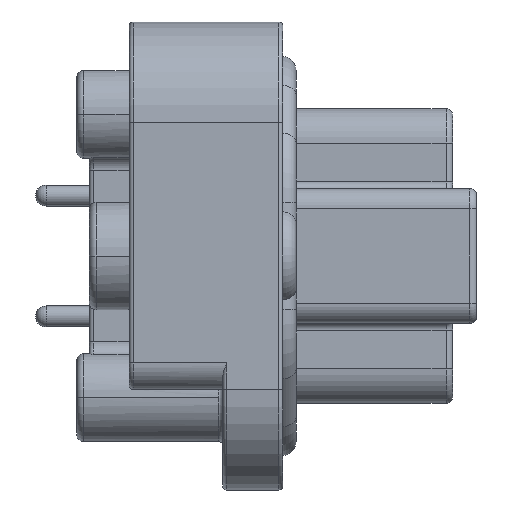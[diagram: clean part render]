
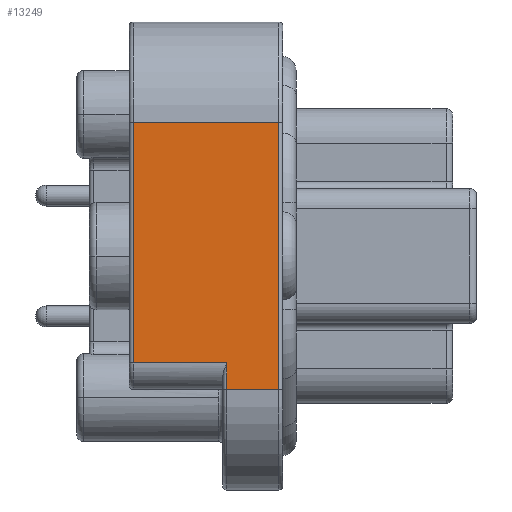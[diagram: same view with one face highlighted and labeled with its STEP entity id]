
A CAD part, left-side view. The second image highlights one B-rep face of the part: STEP entity #13249.
In plain terms, the highlighted planar face has unit normal (-1, 0, 0).
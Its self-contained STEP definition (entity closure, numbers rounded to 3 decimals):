
#559=DIRECTION('',(0.,0.,1.));
#560=VECTOR('',#559,20.05);
#561=CARTESIAN_POINT('',(-29.6,19.59,-10.025));
#562=LINE('',#561,#560);
#647=DIRECTION('',(0.,1.,0.));
#648=VECTOR('',#647,10.96);
#649=CARTESIAN_POINT('',(-29.6,19.59,10.025));
#650=LINE('',#649,#648);
#655=DIRECTION('',(0.,0.,-1.));
#656=VECTOR('',#655,18.08);
#657=CARTESIAN_POINT('',(-29.6,30.55,10.025));
#658=LINE('',#657,#656);
#820=DIRECTION('',(0.,-1.,0.));
#821=VECTOR('',#820,7.04);
#822=CARTESIAN_POINT('',(-29.6,30.55,-8.055));
#823=LINE('',#822,#821);
#828=DIRECTION('',(0.,0.,-1.));
#829=VECTOR('',#828,1.97);
#830=CARTESIAN_POINT('',(-29.6,23.51,-8.055));
#831=LINE('',#830,#829);
#859=DIRECTION('',(0.,-1.,0.));
#860=VECTOR('',#859,3.92);
#861=CARTESIAN_POINT('',(-29.6,23.51,-10.025));
#862=LINE('',#861,#860);
#10298=CARTESIAN_POINT('',(-29.6,19.59,-10.025));
#10299=VERTEX_POINT('',#10298);
#10300=CARTESIAN_POINT('',(-29.6,19.59,10.025));
#10301=VERTEX_POINT('',#10300);
#10314=CARTESIAN_POINT('',(-29.6,30.55,10.025));
#10315=VERTEX_POINT('',#10314);
#10318=CARTESIAN_POINT('',(-29.6,30.55,-8.055));
#10319=VERTEX_POINT('',#10318);
#10320=CARTESIAN_POINT('',(-29.6,23.51,-10.025));
#10321=VERTEX_POINT('',#10320);
#10322=CARTESIAN_POINT('',(-29.6,23.51,-8.055));
#10323=VERTEX_POINT('',#10322);
#13232=CARTESIAN_POINT('',(-29.6,19.29,-10.025));
#13233=DIRECTION('',(-1.,0.,0.));
#13234=DIRECTION('',(0.,0.,1.));
#13235=AXIS2_PLACEMENT_3D('',#13232,#13233,#13234);
#13236=PLANE('',#13235);
#13238=ORIENTED_EDGE('',*,*,#13237,.F.);
#13239=ORIENTED_EDGE('',*,*,#13223,.F.);
#13240=ORIENTED_EDGE('',*,*,#13113,.F.);
#13242=ORIENTED_EDGE('',*,*,#13241,.F.);
#13244=ORIENTED_EDGE('',*,*,#13243,.F.);
#13246=ORIENTED_EDGE('',*,*,#13245,.F.);
#13247=EDGE_LOOP('',(#13238,#13239,#13240,#13242,#13244,#13246));
#13248=FACE_OUTER_BOUND('',#13247,.F.);
#13249=ADVANCED_FACE('',(#13248),#13236,.T.);
#13113=EDGE_CURVE('',#10299,#10301,#562,.T.);
#13223=EDGE_CURVE('',#10301,#10315,#650,.T.);
#13237=EDGE_CURVE('',#10315,#10319,#658,.T.);
#13241=EDGE_CURVE('',#10321,#10299,#862,.T.);
#13243=EDGE_CURVE('',#10323,#10321,#831,.T.);
#13245=EDGE_CURVE('',#10319,#10323,#823,.T.);
